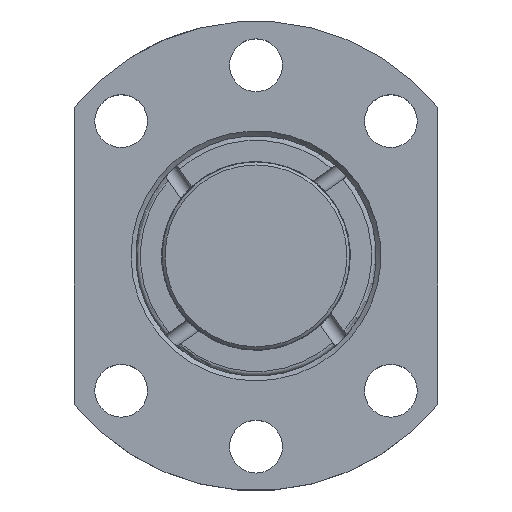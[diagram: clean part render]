
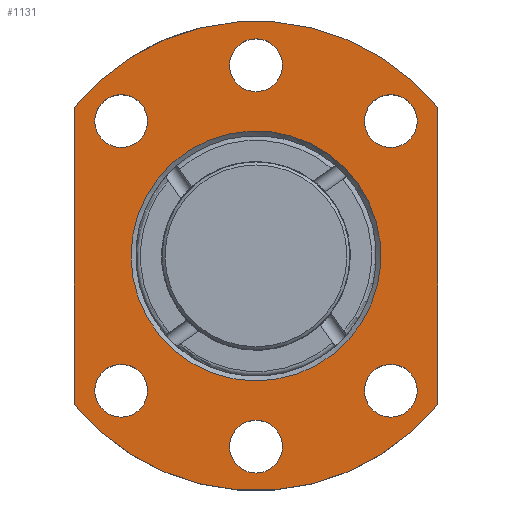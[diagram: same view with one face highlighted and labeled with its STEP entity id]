
A CAD part, top view. The second image highlights one B-rep face of the part: STEP entity #1131.
In plain terms, the highlighted planar face has unit normal (0, 0, 1).
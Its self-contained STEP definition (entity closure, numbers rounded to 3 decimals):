
#60=LINE('',#2062,#100);
#61=LINE('',#2063,#101);
#100=VECTOR('',#1529,1000.);
#101=VECTOR('',#1530,1000.);
#124=PLANE('',#1266);
#308=ORIENTED_EDGE('',*,*,#604,.T.);
#309=ORIENTED_EDGE('',*,*,#605,.T.);
#310=ORIENTED_EDGE('',*,*,#599,.F.);
#311=ORIENTED_EDGE('',*,*,#606,.T.);
#312=ORIENTED_EDGE('',*,*,#595,.F.);
#313=ORIENTED_EDGE('',*,*,#607,.T.);
#314=ORIENTED_EDGE('',*,*,#608,.T.);
#315=ORIENTED_EDGE('',*,*,#609,.T.);
#316=ORIENTED_EDGE('',*,*,#610,.T.);
#317=ORIENTED_EDGE('',*,*,#611,.T.);
#318=ORIENTED_EDGE('',*,*,#612,.T.);
#595=EDGE_CURVE('',#721,#722,#803,.T.);
#599=EDGE_CURVE('',#725,#726,#805,.T.);
#604=EDGE_CURVE('',#730,#730,#807,.T.);
#605=EDGE_CURVE('',#731,#731,#808,.T.);
#606=EDGE_CURVE('',#725,#722,#60,.T.);
#607=EDGE_CURVE('',#721,#726,#61,.T.);
#608=EDGE_CURVE('',#732,#732,#809,.T.);
#609=EDGE_CURVE('',#733,#733,#810,.T.);
#610=EDGE_CURVE('',#734,#734,#811,.T.);
#611=EDGE_CURVE('',#735,#735,#812,.T.);
#612=EDGE_CURVE('',#736,#736,#813,.T.);
#721=VERTEX_POINT('',#2029);
#722=VERTEX_POINT('',#2030);
#725=VERTEX_POINT('',#2038);
#726=VERTEX_POINT('',#2039);
#730=VERTEX_POINT('',#2059);
#731=VERTEX_POINT('',#2061);
#732=VERTEX_POINT('',#2065);
#733=VERTEX_POINT('',#2067);
#734=VERTEX_POINT('',#2069);
#735=VERTEX_POINT('',#2071);
#736=VERTEX_POINT('',#2073);
#803=CIRCLE('',#1261,40.);
#805=CIRCLE('',#1264,40.);
#807=CIRCLE('',#1267,21.3);
#808=CIRCLE('',#1268,4.5);
#809=CIRCLE('',#1269,4.5);
#810=CIRCLE('',#1270,4.5);
#811=CIRCLE('',#1271,4.5);
#812=CIRCLE('',#1272,4.5);
#813=CIRCLE('',#1273,4.5);
#870=EDGE_LOOP('',(#308));
#871=EDGE_LOOP('',(#309));
#872=EDGE_LOOP('',(#310,#311,#312,#313));
#873=EDGE_LOOP('',(#314));
#874=EDGE_LOOP('',(#315));
#875=EDGE_LOOP('',(#316));
#876=EDGE_LOOP('',(#317));
#877=EDGE_LOOP('',(#318));
#984=FACE_BOUND('',#870,.T.);
#985=FACE_BOUND('',#871,.T.);
#986=FACE_BOUND('',#872,.T.);
#987=FACE_BOUND('',#873,.T.);
#988=FACE_BOUND('',#874,.T.);
#989=FACE_BOUND('',#875,.T.);
#990=FACE_BOUND('',#876,.T.);
#991=FACE_BOUND('',#877,.T.);
#1131=ADVANCED_FACE('',(#984,#985,#986,#987,#988,#989,#990,#991),#124,.T.);
#1261=AXIS2_PLACEMENT_3D('',#2028,#1509,#1510);
#1264=AXIS2_PLACEMENT_3D('',#2037,#1517,#1518);
#1266=AXIS2_PLACEMENT_3D('',#2057,#1523,#1524);
#1267=AXIS2_PLACEMENT_3D('',#2058,#1525,#1526);
#1268=AXIS2_PLACEMENT_3D('',#2060,#1527,#1528);
#1269=AXIS2_PLACEMENT_3D('',#2064,#1531,#1532);
#1270=AXIS2_PLACEMENT_3D('',#2066,#1533,#1534);
#1271=AXIS2_PLACEMENT_3D('',#2068,#1535,#1536);
#1272=AXIS2_PLACEMENT_3D('',#2070,#1537,#1538);
#1273=AXIS2_PLACEMENT_3D('',#2072,#1539,#1540);
#1509=DIRECTION('',(0.,0.,-1.));
#1510=DIRECTION('',(-1.,0.,0.));
#1517=DIRECTION('',(0.,0.,-1.));
#1518=DIRECTION('',(-1.,0.,0.));
#1523=DIRECTION('',(0.,0.,1.));
#1524=DIRECTION('',(1.,0.,0.));
#1525=DIRECTION('',(0.,0.,-1.));
#1526=DIRECTION('',(-1.,0.,0.));
#1527=DIRECTION('',(0.,0.,-1.));
#1528=DIRECTION('',(-1.,0.,0.));
#1529=DIRECTION('',(0.,-1.,0.));
#1530=DIRECTION('',(0.,1.,0.));
#1531=DIRECTION('',(0.,0.,-1.));
#1532=DIRECTION('',(-1.,0.,0.));
#1533=DIRECTION('',(0.,0.,-1.));
#1534=DIRECTION('',(-1.,0.,0.));
#1535=DIRECTION('',(0.,0.,-1.));
#1536=DIRECTION('',(-1.,0.,0.));
#1537=DIRECTION('',(0.,0.,-1.));
#1538=DIRECTION('',(-1.,0.,0.));
#1539=DIRECTION('',(0.,0.,-1.));
#1540=DIRECTION('',(-1.,0.,0.));
#2028=CARTESIAN_POINT('',(0.,0.,85.));
#2029=CARTESIAN_POINT('',(31.,-25.278,85.));
#2030=CARTESIAN_POINT('',(-31.,-25.278,85.));
#2037=CARTESIAN_POINT('',(0.,0.,85.));
#2038=CARTESIAN_POINT('',(-31.,25.278,85.));
#2039=CARTESIAN_POINT('',(31.,25.278,85.));
#2057=CARTESIAN_POINT('',(0.,40.,85.));
#2058=CARTESIAN_POINT('',(0.,0.,85.));
#2059=CARTESIAN_POINT('',(-21.3,0.,85.));
#2060=CARTESIAN_POINT('',(0.,32.5,85.));
#2061=CARTESIAN_POINT('',(-4.5,32.5,85.));
#2062=CARTESIAN_POINT('',(-31.,45.,85.));
#2063=CARTESIAN_POINT('',(31.,-45.,85.));
#2064=CARTESIAN_POINT('',(-22.981,-22.981,85.));
#2065=CARTESIAN_POINT('',(-27.481,-22.981,85.));
#2066=CARTESIAN_POINT('',(0.,-32.5,85.));
#2067=CARTESIAN_POINT('',(-4.5,-32.5,85.));
#2068=CARTESIAN_POINT('',(22.981,-22.981,85.));
#2069=CARTESIAN_POINT('',(18.481,-22.981,85.));
#2070=CARTESIAN_POINT('',(-22.981,22.981,85.));
#2071=CARTESIAN_POINT('',(-27.481,22.981,85.));
#2072=CARTESIAN_POINT('',(22.981,22.981,85.));
#2073=CARTESIAN_POINT('',(18.481,22.981,85.));
